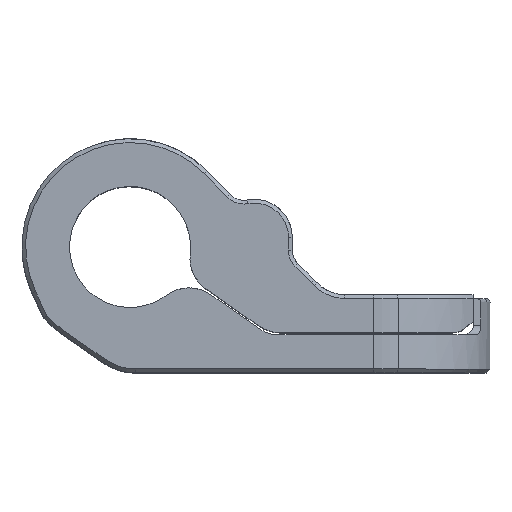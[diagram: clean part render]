
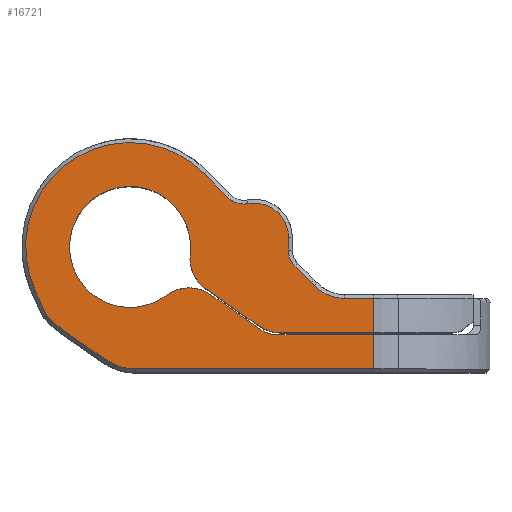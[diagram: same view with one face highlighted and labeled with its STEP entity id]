
A CAD part, top view. The second image highlights one B-rep face of the part: STEP entity #16721.
In plain terms, the highlighted planar face has unit normal (0, 0, 1).
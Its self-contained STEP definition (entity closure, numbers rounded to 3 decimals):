
#1908=CARTESIAN_POINT('',(0.,0.575,6.45));
#1909=DIRECTION('',(0.,0.,1.));
#1910=DIRECTION('',(-0.719,-0.695,0.));
#1911=AXIS2_PLACEMENT_3D('',#1908,#1909,#1910);
#1913=CARTESIAN_POINT('',(0.,-1.6,6.45));
#1914=DIRECTION('',(0.,0.,1.));
#1915=DIRECTION('',(-0.907,-0.422,0.));
#1916=AXIS2_PLACEMENT_3D('',#1913,#1914,#1915);
#1918=DIRECTION('',(0.422,-0.907,0.));
#1919=VECTOR('',#1918,1.451);
#1920=CARTESIAN_POINT('',(-4.964,-2.31,6.45));
#1921=LINE('',#1920,#1919);
#1922=CARTESIAN_POINT('',(0.,0.,6.45));
#1923=DIRECTION('',(0.,0.,1.));
#1924=DIRECTION('',(0.714,0.7,0.));
#1925=AXIS2_PLACEMENT_3D('',#1922,#1923,#1924);
#1927=DIRECTION('',(-0.7,0.714,0.));
#1928=VECTOR('',#1927,1.713);
#1929=CARTESIAN_POINT('',(5.109,2.61,6.45));
#1930=LINE('',#1929,#1928);
#1931=CARTESIAN_POINT('',(5.965,3.45,6.45));
#1932=DIRECTION('',(0.,0.,-1.));
#1933=DIRECTION('',(0.181,-0.983,0.));
#1934=AXIS2_PLACEMENT_3D('',#1931,#1932,#1933);
#1936=CARTESIAN_POINT('',(6.509,0.5,6.45));
#1937=DIRECTION('',(0.,0.,1.));
#1938=DIRECTION('',(1.,0.,0.));
#1939=AXIS2_PLACEMENT_3D('',#1936,#1937,#1938);
#1941=DIRECTION('',(0.,1.,0.));
#1942=VECTOR('',#1941,0.663);
#1943=CARTESIAN_POINT('',(8.309,-0.163,6.45));
#1944=LINE('',#1943,#1942);
#1945=CARTESIAN_POINT('',(9.509,-0.163,6.45));
#1946=DIRECTION('',(0.,0.,-1.));
#1947=DIRECTION('',(-0.714,-0.7,0.));
#1948=AXIS2_PLACEMENT_3D('',#1945,#1946,#1947);
#1950=DIRECTION('',(-0.7,0.714,0.));
#1951=VECTOR('',#1950,1.243);
#1952=CARTESIAN_POINT('',(9.522,-1.89,6.45));
#1953=LINE('',#1952,#1951);
#1954=CARTESIAN_POINT('',(11.45,0.,6.45));
#1955=DIRECTION('',(0.,0.,-1.));
#1956=DIRECTION('',(-0.661,-0.751,0.));
#1957=AXIS2_PLACEMENT_3D('',#1954,#1955,#1956);
#1959=DIRECTION('',(-0.694,0.72,0.));
#1960=VECTOR('',#1959,0.001);
#1961=CARTESIAN_POINT('',(9.666,-2.027,6.45));
#1962=LINE('',#1961,#1960);
#1963=CARTESIAN_POINT('',(11.25,-0.5,6.45));
#1964=DIRECTION('',(0.,0.,-1.));
#1965=DIRECTION('',(0.,-1.,0.));
#1966=AXIS2_PLACEMENT_3D('',#1963,#1964,#1965);
#1968=DIRECTION('',(-1.,0.,0.));
#1969=VECTOR('',#1968,1.534);
#1970=CARTESIAN_POINT('',(12.784,-2.7,6.45));
#1971=LINE('',#1970,#1969);
#1972=DIRECTION('',(0.,1.,0.));
#1973=VECTOR('',#1972,1.8);
#1974=CARTESIAN_POINT('',(12.784,-4.5,6.45));
#1975=LINE('',#1974,#1973);
#1976=DIRECTION('',(1.,0.,0.));
#1977=VECTOR('',#1976,4.859);
#1978=CARTESIAN_POINT('',(7.925,-4.5,6.45));
#1979=LINE('',#1978,#1977);
#1980=CARTESIAN_POINT('',(7.925,-2.4,6.45));
#1981=DIRECTION('',(0.,0.,1.));
#1982=DIRECTION('',(-0.574,-0.819,0.));
#1983=AXIS2_PLACEMENT_3D('',#1980,#1981,#1982);
#1985=DIRECTION('',(0.819,-0.574,0.));
#1986=VECTOR('',#1985,3.327);
#1987=CARTESIAN_POINT('',(3.996,-2.212,6.45));
#1988=LINE('',#1987,#1986);
#1989=CARTESIAN_POINT('',(5.143,-0.574,6.45));
#1990=DIRECTION('',(0.,0.,1.));
#1991=DIRECTION('',(-0.994,0.111,0.));
#1992=AXIS2_PLACEMENT_3D('',#1989,#1990,#1991);
#1994=CARTESIAN_POINT('',(3.097,-4.146,6.45));
#1995=DIRECTION('',(0.,0.,1.));
#1996=DIRECTION('',(0.574,0.819,0.));
#1997=AXIS2_PLACEMENT_3D('',#1994,#1995,#1996);
#1999=DIRECTION('',(-0.819,0.574,0.));
#2000=VECTOR('',#1999,3.175);
#2001=CARTESIAN_POINT('',(6.844,-4.329,6.45));
#2002=LINE('',#2001,#2000);
#2003=DIRECTION('',(-1.,0.,0.));
#2004=VECTOR('',#2003,5.079);
#2005=CARTESIAN_POINT('',(12.784,-4.6,6.45));
#2006=LINE('',#2005,#2004);
#2007=DIRECTION('',(0.,1.,0.));
#2008=VECTOR('',#2007,1.8);
#2009=CARTESIAN_POINT('',(12.784,-6.4,6.45));
#2010=LINE('',#2009,#2008);
#2011=DIRECTION('',(1.,0.,0.));
#2012=VECTOR('',#2011,12.488);
#2013=CARTESIAN_POINT('',(0.296,-6.4,6.45));
#2014=LINE('',#2013,#2012);
#2015=CARTESIAN_POINT('',(0.296,-3.6,6.45));
#2016=DIRECTION('',(0.,0.,1.));
#2017=DIRECTION('',(-0.574,-0.819,0.));
#2018=AXIS2_PLACEMENT_3D('',#2015,#2016,#2017);
#2020=DIRECTION('',(0.819,-0.574,0.));
#2021=VECTOR('',#2020,2.637);
#2022=CARTESIAN_POINT('',(-3.47,-4.381,6.45));
#2023=LINE('',#2022,#2021);
#3665=CARTESIAN_POINT('',(0.,0.,6.45));
#3666=DIRECTION('',(0.,0.,-1.));
#3667=DIRECTION('',(0.598,-0.801,0.));
#3668=AXIS2_PLACEMENT_3D('',#3665,#3666,#3667);
#4111=CARTESIAN_POINT('',(7.705,-3.1,6.45));
#4112=DIRECTION('',(0.,0.,-1.));
#4113=DIRECTION('',(0.,-1.,0.));
#4114=AXIS2_PLACEMENT_3D('',#4111,#4112,#4113);
#12116=CARTESIAN_POINT('',(4.244,-2.508,6.45));
#12117=VERTEX_POINT('',#12116);
#12118=CARTESIAN_POINT('',(1.9,-2.544,6.45));
#12119=VERTEX_POINT('',#12118);
#12124=CARTESIAN_POINT('',(3.155,-0.352,6.45));
#12125=CARTESIAN_POINT('',(3.996,-2.212,6.45));
#12126=VERTEX_POINT('',#12124);
#12127=VERTEX_POINT('',#12125);
#12140=CARTESIAN_POINT('',(6.721,-4.12,6.45));
#12141=VERTEX_POINT('',#12140);
#12142=CARTESIAN_POINT('',(7.925,-4.5,6.45));
#12143=VERTEX_POINT('',#12142);
#12145=CARTESIAN_POINT('',(6.844,-4.329,6.45));
#12147=VERTEX_POINT('',#12145);
#12149=CARTESIAN_POINT('',(7.705,-4.6,6.45));
#12151=VERTEX_POINT('',#12149);
#14308=CARTESIAN_POINT('',(12.784,-4.6,6.45));
#14310=VERTEX_POINT('',#14308);
#14313=CARTESIAN_POINT('',(12.784,-4.5,6.45));
#14315=VERTEX_POINT('',#14313);
#14368=CARTESIAN_POINT('',(-4.349,-3.63,6.45));
#14369=CARTESIAN_POINT('',(-3.47,-4.381,6.45));
#14370=VERTEX_POINT('',#14368);
#14371=VERTEX_POINT('',#14369);
#14376=CARTESIAN_POINT('',(-1.31,-5.894,6.45));
#14377=VERTEX_POINT('',#14376);
#14380=CARTESIAN_POINT('',(0.296,-6.4,6.45));
#14381=VERTEX_POINT('',#14380);
#14384=CARTESIAN_POINT('',(12.784,-6.4,6.45));
#14385=VERTEX_POINT('',#14384);
#14438=CARTESIAN_POINT('',(12.784,-2.7,6.45));
#14439=VERTEX_POINT('',#14438);
#14482=CARTESIAN_POINT('',(11.25,-2.7,6.45));
#14483=VERTEX_POINT('',#14482);
#14484=CARTESIAN_POINT('',(9.666,-2.027,6.45));
#14485=VERTEX_POINT('',#14484);
#14486=CARTESIAN_POINT('',(9.666,-2.026,6.45));
#14487=VERTEX_POINT('',#14486);
#14488=CARTESIAN_POINT('',(-4.352,-3.625,6.45));
#14489=VERTEX_POINT('',#14488);
#14490=CARTESIAN_POINT('',(-4.964,-2.31,6.45));
#14491=VERTEX_POINT('',#14490);
#14492=CARTESIAN_POINT('',(3.909,3.833,6.45));
#14493=VERTEX_POINT('',#14492);
#14494=CARTESIAN_POINT('',(5.109,2.61,6.45));
#14495=VERTEX_POINT('',#14494);
#14496=CARTESIAN_POINT('',(6.183,2.27,6.45));
#14497=VERTEX_POINT('',#14496);
#14498=CARTESIAN_POINT('',(8.309,0.5,6.45));
#14499=VERTEX_POINT('',#14498);
#14500=CARTESIAN_POINT('',(8.309,-0.163,6.45));
#14501=VERTEX_POINT('',#14500);
#14502=CARTESIAN_POINT('',(8.652,-1.003,6.45));
#14503=VERTEX_POINT('',#14502);
#14504=CARTESIAN_POINT('',(9.522,-1.89,6.45));
#14505=VERTEX_POINT('',#14504);
#16661=CARTESIAN_POINT('',(0.,0.,6.45));
#16662=DIRECTION('',(0.,0.,1.));
#16663=DIRECTION('',(1.,0.,0.));
#16664=AXIS2_PLACEMENT_3D('',#16661,#16662,#16663);
#16665=PLANE('',#16664);
#16667=ORIENTED_EDGE('',*,*,#16666,.F.);
#16669=ORIENTED_EDGE('',*,*,#16668,.F.);
#16671=ORIENTED_EDGE('',*,*,#16670,.F.);
#16673=ORIENTED_EDGE('',*,*,#16672,.F.);
#16675=ORIENTED_EDGE('',*,*,#16674,.F.);
#16677=ORIENTED_EDGE('',*,*,#16676,.F.);
#16679=ORIENTED_EDGE('',*,*,#16678,.F.);
#16681=ORIENTED_EDGE('',*,*,#16680,.F.);
#16683=ORIENTED_EDGE('',*,*,#16682,.F.);
#16685=ORIENTED_EDGE('',*,*,#16684,.F.);
#16687=ORIENTED_EDGE('',*,*,#16686,.F.);
#16689=ORIENTED_EDGE('',*,*,#16688,.F.);
#16691=ORIENTED_EDGE('',*,*,#16690,.F.);
#16693=ORIENTED_EDGE('',*,*,#16692,.F.);
#16694=ORIENTED_EDGE('',*,*,#16655,.F.);
#16695=ORIENTED_EDGE('',*,*,#15048,.F.);
#16697=ORIENTED_EDGE('',*,*,#16696,.F.);
#16699=ORIENTED_EDGE('',*,*,#16698,.F.);
#16701=ORIENTED_EDGE('',*,*,#16700,.F.);
#16703=ORIENTED_EDGE('',*,*,#16702,.F.);
#16705=ORIENTED_EDGE('',*,*,#16704,.F.);
#16707=ORIENTED_EDGE('',*,*,#16706,.F.);
#16709=ORIENTED_EDGE('',*,*,#16708,.F.);
#16710=ORIENTED_EDGE('',*,*,#16483,.F.);
#16712=ORIENTED_EDGE('',*,*,#16711,.F.);
#16714=ORIENTED_EDGE('',*,*,#16713,.F.);
#16716=ORIENTED_EDGE('',*,*,#16715,.F.);
#16718=ORIENTED_EDGE('',*,*,#16717,.F.);
#16719=EDGE_LOOP('',(#16667,#16669,#16671,#16673,#16675,#16677,#16679,#16681,
#16683,#16685,#16687,#16689,#16691,#16693,#16694,#16695,#16697,#16699,#16701,
#16703,#16705,#16707,#16709,#16710,#16712,#16714,#16716,#16718));
#16720=FACE_OUTER_BOUND('',#16719,.F.);
#16721=ADVANCED_FACE('',(#16720),#16665,.T.);
#1912=CIRCLE('',#1911,6.05);
#1917=CIRCLE('',#1916,4.8);
#1926=CIRCLE('',#1925,5.475);
#1935=CIRCLE('',#1934,1.2);
#1940=CIRCLE('',#1939,1.8);
#1949=CIRCLE('',#1948,1.2);
#1958=CIRCLE('',#1957,2.7);
#1967=CIRCLE('',#1966,2.2);
#1984=CIRCLE('',#1983,2.1);
#1993=CIRCLE('',#1992,2.);
#1998=CIRCLE('',#1997,2.);
#2019=CIRCLE('',#2018,2.8);
#3669=CIRCLE('',#3668,3.175);
#4115=CIRCLE('',#4114,1.5);
#15048=EDGE_CURVE('',#12143,#14315,#1979,.T.);
#16483=EDGE_CURVE('',#14310,#12151,#2006,.T.);
#16655=EDGE_CURVE('',#14315,#14439,#1975,.T.);
#16666=EDGE_CURVE('',#14370,#14371,#1912,.T.);
#16668=EDGE_CURVE('',#14489,#14370,#1917,.T.);
#16670=EDGE_CURVE('',#14491,#14489,#1921,.T.);
#16672=EDGE_CURVE('',#14493,#14491,#1926,.T.);
#16674=EDGE_CURVE('',#14495,#14493,#1930,.T.);
#16676=EDGE_CURVE('',#14497,#14495,#1935,.T.);
#16678=EDGE_CURVE('',#14499,#14497,#1940,.T.);
#16680=EDGE_CURVE('',#14501,#14499,#1944,.T.);
#16682=EDGE_CURVE('',#14503,#14501,#1949,.T.);
#16684=EDGE_CURVE('',#14505,#14503,#1953,.T.);
#16686=EDGE_CURVE('',#14487,#14505,#1958,.T.);
#16688=EDGE_CURVE('',#14485,#14487,#1962,.T.);
#16690=EDGE_CURVE('',#14483,#14485,#1967,.T.);
#16692=EDGE_CURVE('',#14439,#14483,#1971,.T.);
#16696=EDGE_CURVE('',#12141,#12143,#1984,.T.);
#16698=EDGE_CURVE('',#12127,#12141,#1988,.T.);
#16700=EDGE_CURVE('',#12126,#12127,#1993,.T.);
#16702=EDGE_CURVE('',#12119,#12126,#3669,.T.);
#16704=EDGE_CURVE('',#12117,#12119,#1998,.T.);
#16706=EDGE_CURVE('',#12147,#12117,#2002,.T.);
#16708=EDGE_CURVE('',#12151,#12147,#4115,.T.);
#16711=EDGE_CURVE('',#14385,#14310,#2010,.T.);
#16713=EDGE_CURVE('',#14381,#14385,#2014,.T.);
#16715=EDGE_CURVE('',#14377,#14381,#2019,.T.);
#16717=EDGE_CURVE('',#14371,#14377,#2023,.T.);
